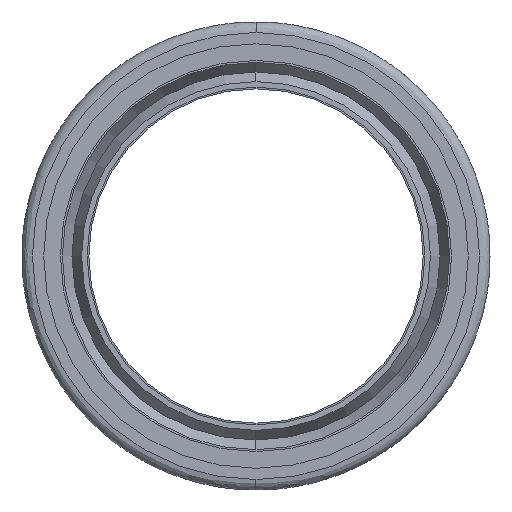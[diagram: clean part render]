
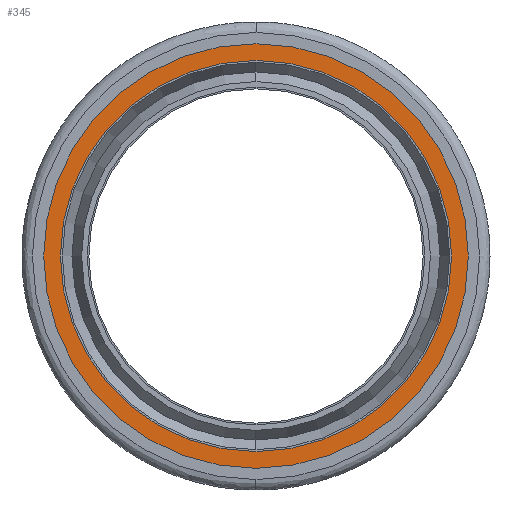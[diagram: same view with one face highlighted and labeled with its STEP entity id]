
A CAD part, left-side view. The second image highlights one B-rep face of the part: STEP entity #345.
In plain terms, the highlighted planar face has unit normal (-1, 0, 0).
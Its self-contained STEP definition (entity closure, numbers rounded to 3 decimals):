
#345=ADVANCED_FACE('',(#2404,#2405),#2403,.T.);
#2403=PLANE('',#6400);
#2404=FACE_OUTER_BOUND('',#6401,.T.);
#2405=FACE_BOUND('',#6402,.T.);
#6397=CARTESIAN_POINT('',(-35.,-39.595,-43.815));
#6398=DIRECTION('',(-1.,0.,0.));
#6399=DIRECTION('',(0.,0.,1.));
#6400=AXIS2_PLACEMENT_3D('',#6397,#6398,#6399);
#6401=EDGE_LOOP('',(#7573,#7574));
#6402=EDGE_LOOP('',(#7575,#7576));
#7573=ORIENTED_EDGE('',*,*,#8105,.T.);
#7574=ORIENTED_EDGE('',*,*,#8106,.T.);
#7575=ORIENTED_EDGE('',*,*,#8107,.F.);
#7576=ORIENTED_EDGE('',*,*,#8108,.F.);
#8105=EDGE_CURVE('',#10809,#10810,#10811,.T.);
#8106=EDGE_CURVE('',#10810,#10809,#10817,.T.);
#8107=EDGE_CURVE('',#10823,#10824,#10825,.T.);
#8108=EDGE_CURVE('',#10824,#10823,#10831,.T.);
#10809=VERTEX_POINT('',#13199);
#10810=VERTEX_POINT('',#13200);
#10811=CIRCLE('',#13204,19.05);
#10817=CIRCLE('',#13208,19.05);
#10823=VERTEX_POINT('',#13209);
#10824=VERTEX_POINT('',#13210);
#10825=CIRCLE('',#13214,17.55);
#10831=CIRCLE('',#13218,17.55);
#13199=CARTESIAN_POINT('',(-35.,0.,19.05));
#13200=CARTESIAN_POINT('',(-35.,0.,-19.05));
#13201=CARTESIAN_POINT('',(-35.,0.,0.));
#13202=DIRECTION('',(-1.,0.,0.));
#13203=DIRECTION('',(0.,0.,1.));
#13204=AXIS2_PLACEMENT_3D('',#13201,#13202,#13203);
#13205=CARTESIAN_POINT('',(-35.,0.,0.));
#13206=DIRECTION('',(-1.,0.,0.));
#13207=DIRECTION('',(0.,0.,1.));
#13208=AXIS2_PLACEMENT_3D('',#13205,#13206,#13207);
#13209=CARTESIAN_POINT('',(-35.,0.,-17.55));
#13210=CARTESIAN_POINT('',(-35.,0.,17.55));
#13211=CARTESIAN_POINT('',(-35.,0.,0.));
#13212=DIRECTION('',(-1.,0.,0.));
#13213=DIRECTION('',(0.,0.,1.));
#13214=AXIS2_PLACEMENT_3D('',#13211,#13212,#13213);
#13215=CARTESIAN_POINT('',(-35.,0.,0.));
#13216=DIRECTION('',(-1.,0.,0.));
#13217=DIRECTION('',(0.,0.,1.));
#13218=AXIS2_PLACEMENT_3D('',#13215,#13216,#13217);
